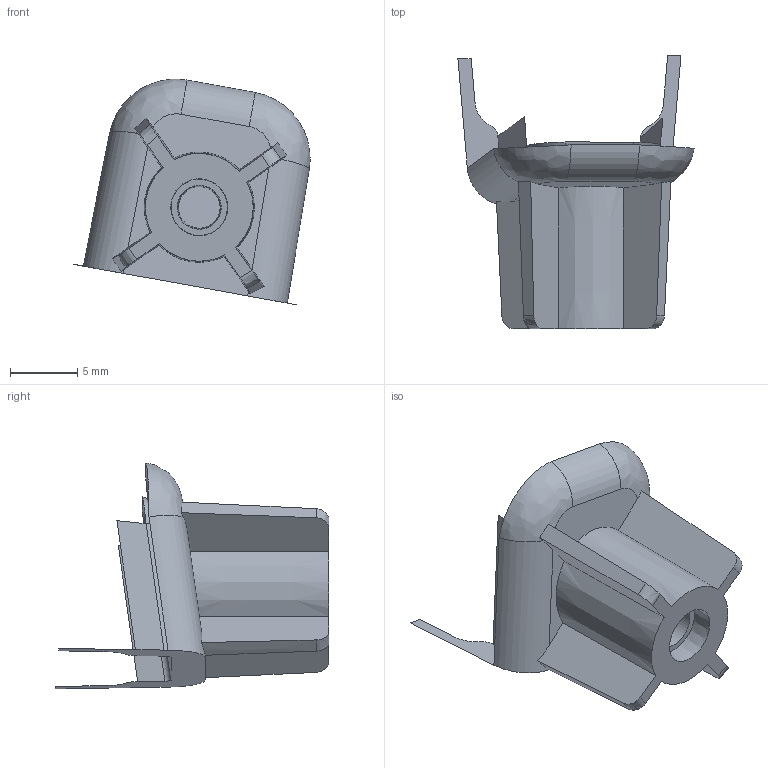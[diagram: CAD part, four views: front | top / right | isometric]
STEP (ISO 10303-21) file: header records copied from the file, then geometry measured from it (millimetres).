
FILE_DESCRIPTION(('Open CASCADE Model'),'2;1');
FILE_NAME('Open CASCADE Shape Model','2025-10-21T21:37:35',('Author'),( 'Open CASCADE'),'Open CASCADE STEP processor 7.7','Open CASCADE 7.7' ,'Unknown');
FILE_SCHEMA(('AUTOMOTIVE_DESIGN { 1 0 10303 214 1 1 1 1 }'));
Length unit declared in the file: millimetre
Products named in the file (45): Open CASCADE STEP translator 7.7 47; Open CASCADE STEP translator 7.7 47.1; Open CASCADE STEP translator 7.7 47.2; Open CASCADE STEP translator 7.7 47.3; Open CASCADE STEP translator 7.7 47.4; Open CASCADE STEP translator 7.7 47.5; Open CASCADE STEP translator 7.7 47.6; Open CASCADE STEP translator 7.7 47.7; Open CASCADE STEP translator 7.7 47.8; Open CASCADE STEP translator 7.7 47.9; Open CASCADE STEP translator 7.7 47.10; Open CASCADE STEP translator 7.7 47.11; Open CASCADE STEP translator 7.7 47.12; Open CASCADE STEP translator 7.7 47.13; Open CASCADE STEP translator 7.7 47.14; Open CASCADE STEP translator 7.7 47.15; Open CASCADE STEP translator 7.7 47.16; Open CASCADE STEP translator 7.7 47.17; Open CASCADE STEP translator 7.7 47.18; Open CASCADE STEP translator 7.7 47.19; Open CASCADE STEP translator 7.7 47.20; Open CASCADE STEP translator 7.7 47.21; Open CASCADE STEP translator 7.7 47.22; Open CASCADE STEP translator 7.7 47.23; Open CASCADE STEP translator 7.7 47.24; Open CASCADE STEP translator 7.7 47.25; Open CASCADE STEP translator 7.7 47.26; Open CASCADE STEP translator 7.7 47.27; Open CASCADE STEP translator 7.7 47.28; Open CASCADE STEP translator 7.7 47.29; Open CASCADE STEP translator 7.7 47.30; Open CASCADE STEP translator 7.7 47.31; Open CASCADE STEP translator 7.7 47.32; Open CASCADE STEP translator 7.7 47.33; Open CASCADE STEP translator 7.7 47.34; Open CASCADE STEP translator 7.7 47.35; Open CASCADE STEP translator 7.7 47.36; Open CASCADE STEP translator 7.7 47.37; Open CASCADE STEP translator 7.7 47.38; Open CASCADE STEP translator 7.7 47.39 ...
Assembly tree (44 placements, depth 2):
  Open CASCADE STEP translator 7.7 47
    Open CASCADE STEP translator 7.7 47.1
    Open CASCADE STEP translator 7.7 47.2
    Open CASCADE STEP translator 7.7 47.3
    Open CASCADE STEP translator 7.7 47.4
    Open CASCADE STEP translator 7.7 47.5
    Open CASCADE STEP translator 7.7 47.6
    Open CASCADE STEP translator 7.7 47.7
    Open CASCADE STEP translator 7.7 47.8
    Open CASCADE STEP translator 7.7 47.9
    Open CASCADE STEP translator 7.7 47.10
    Open CASCADE STEP translator 7.7 47.11
    Open CASCADE STEP translator 7.7 47.12
    Open CASCADE STEP translator 7.7 47.13
    Open CASCADE STEP translator 7.7 47.14
    Open CASCADE STEP translator 7.7 47.15
    Open CASCADE STEP translator 7.7 47.16
    Open CASCADE STEP translator 7.7 47.17
    Open CASCADE STEP translator 7.7 47.18
    Open CASCADE STEP translator 7.7 47.19
    Open CASCADE STEP translator 7.7 47.20
    Open CASCADE STEP translator 7.7 47.21
    Open CASCADE STEP translator 7.7 47.22
    Open CASCADE STEP translator 7.7 47.23
    Open CASCADE STEP translator 7.7 47.24
    Open CASCADE STEP translator 7.7 47.25
    Open CASCADE STEP translator 7.7 47.26
    Open CASCADE STEP translator 7.7 47.27
    Open CASCADE STEP translator 7.7 47.28
    Open CASCADE STEP translator 7.7 47.29
    Open CASCADE STEP translator 7.7 47.30
    Open CASCADE STEP translator 7.7 47.31
    Open CASCADE STEP translator 7.7 47.32
    Open CASCADE STEP translator 7.7 47.33
    Open CASCADE STEP translator 7.7 47.34
    Open CASCADE STEP translator 7.7 47.35
    Open CASCADE STEP translator 7.7 47.36
    Open CASCADE STEP translator 7.7 47.37
    Open CASCADE STEP translator 7.7 47.38
    Open CASCADE STEP translator 7.7 47.39
    Open CASCADE STEP translator 7.7 47.40
    Open CASCADE STEP translator 7.7 47.41
    Open CASCADE STEP translator 7.7 47.42
    Open CASCADE STEP translator 7.7 47.43
    Open CASCADE STEP translator 7.7 47.44
Bounding box: 17.53 x 20.32 x 16.75 mm (x, y, z)
Surface area: 1141.8 mm2 (no closed solid volume)
Topology: 0 solids, 44 shells, 44 faces, 237 edges, 234 vertices
Faces by surface type: plane 20, bspline 12, cylinder 7, cone 5
Entity records: 5907 total; most frequent: CARTESIAN_POINT 2304, DIRECTION 487, ORIENTED_EDGE 240, PCURVE 240, DEFINITIONAL_REPRESENTATION 240, EDGE_CURVE 237, VERTEX_POINT 234, SURFACE_CURVE 234
